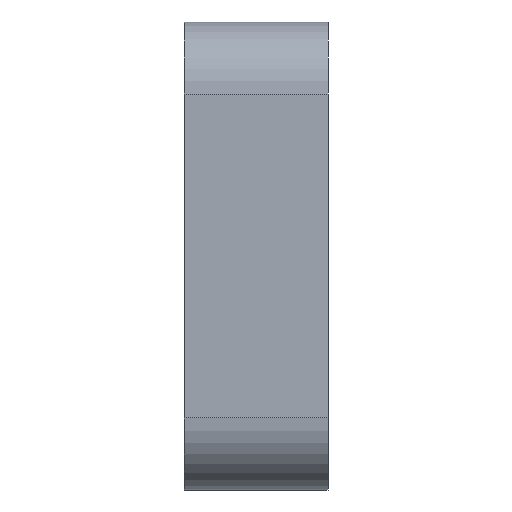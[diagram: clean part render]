
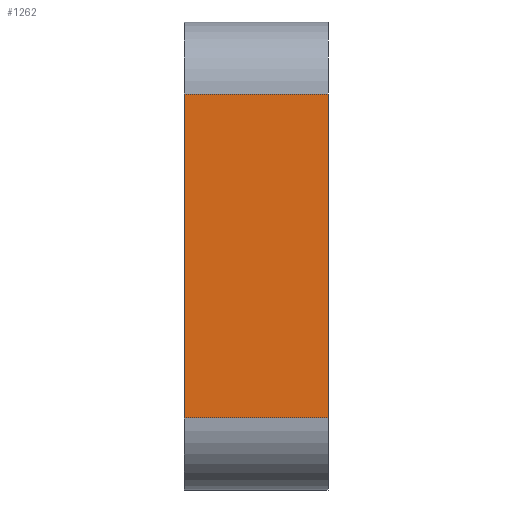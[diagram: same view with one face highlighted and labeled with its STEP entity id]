
A CAD part, left-side view. The second image highlights one B-rep face of the part: STEP entity #1262.
In plain terms, the highlighted planar face has unit normal (-1, 0, 0).
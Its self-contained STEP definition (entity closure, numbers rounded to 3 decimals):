
#159 = CARTESIAN_POINT ( 'NONE',  ( 0., 20., 10. ) ) ;
#188 = EDGE_CURVE ( 'NONE', #1257, #1094, #675, .T. ) ;
#237 = VECTOR ( 'NONE', #681, 1000. ) ;
#246 = EDGE_CURVE ( 'NONE', #1155, #1094, #261, .T. ) ;
#261 = LINE ( 'NONE', #587, #1012 ) ;
#278 = CARTESIAN_POINT ( 'NONE',  ( 0., 20., 10. ) ) ;
#284 = ORIENTED_EDGE ( 'NONE', *, *, #876, .T. ) ;
#288 = PLANE ( 'NONE',  #1320 ) ;
#363 = CARTESIAN_POINT ( 'NONE',  ( 0., 20., 55. ) ) ;
#380 = LINE ( 'NONE', #278, #1111 ) ;
#393 = ORIENTED_EDGE ( 'NONE', *, *, #584, .F. ) ;
#454 = ORIENTED_EDGE ( 'NONE', *, *, #188, .F. ) ;
#474 = DIRECTION ( 'NONE',  ( 0., 0., 1. ) ) ;
#490 = ORIENTED_EDGE ( 'NONE', *, *, #246, .T. ) ;
#538 = CARTESIAN_POINT ( 'NONE',  ( 0., 20., 10. ) ) ;
#558 = CARTESIAN_POINT ( 'NONE',  ( 0., 0., 10. ) ) ;
#573 = FACE_OUTER_BOUND ( 'NONE', #623, .T. ) ;
#584 = EDGE_CURVE ( 'NONE', #666, #1257, #380, .T. ) ;
#587 = CARTESIAN_POINT ( 'NONE',  ( 0., 0., 10. ) ) ;
#623 = EDGE_LOOP ( 'NONE', ( #490, #454, #393, #284 ) ) ;
#666 = VERTEX_POINT ( 'NONE', #1165 ) ;
#675 = LINE ( 'NONE', #363, #237 ) ;
#681 = DIRECTION ( 'NONE',  ( 0., -1., 0. ) ) ;
#702 = DIRECTION ( 'NONE',  ( 0., 0., 1. ) ) ;
#876 = EDGE_CURVE ( 'NONE', #666, #1155, #1073, .T. ) ;
#896 = DIRECTION ( 'NONE',  ( 1., 0., 0. ) ) ;
#915 = DIRECTION ( 'NONE',  ( 0., 0., -1. ) ) ;
#966 = DIRECTION ( 'NONE',  ( 0., -1., 0. ) ) ;
#1012 = VECTOR ( 'NONE', #474, 1000. ) ;
#1036 = VECTOR ( 'NONE', #966, 1000. ) ;
#1073 = LINE ( 'NONE', #538, #1036 ) ;
#1094 = VERTEX_POINT ( 'NONE', #1318 ) ;
#1111 = VECTOR ( 'NONE', #702, 1000. ) ;
#1155 = VERTEX_POINT ( 'NONE', #558 ) ;
#1165 = CARTESIAN_POINT ( 'NONE',  ( 0., 20., 10. ) ) ;
#1249 = CARTESIAN_POINT ( 'NONE',  ( 0., 20., 55. ) ) ;
#1257 = VERTEX_POINT ( 'NONE', #1249 ) ;
#1262 = ADVANCED_FACE ( 'NONE', ( #573 ), #288, .F. ) ;
#1318 = CARTESIAN_POINT ( 'NONE',  ( 0., 0., 55. ) ) ;
#1320 = AXIS2_PLACEMENT_3D ( 'NONE', #159, #896, #915 ) ;
